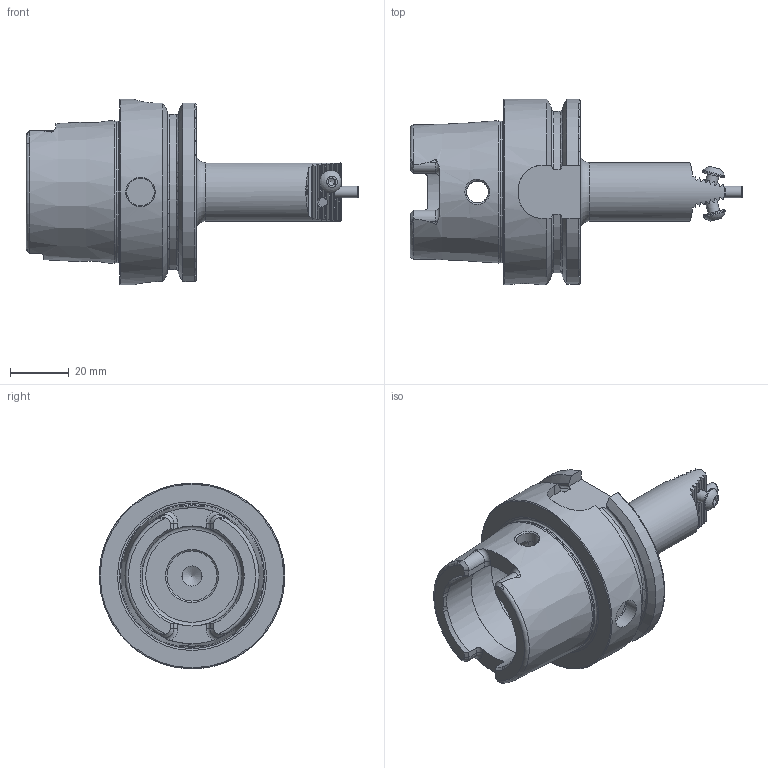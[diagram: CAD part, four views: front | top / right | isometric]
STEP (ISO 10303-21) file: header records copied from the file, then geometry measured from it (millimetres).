
FILE_DESCRIPTION (( 'STEP AP214' ), '1' );
FILE_NAME ('HA6.Z20.K23.090.STEP', '2020-08-13T15:45:03', ( '' ), ( '' ), 'SwSTEP 2.0', 'SolidWorks 2017', '' );
FILE_SCHEMA (( 'AUTOMOTIVE_DESIGN' ));
Length unit declared in the file: millimetre
Products named in the file (6): HA6-Z20.K23.090_A_Fertigbearbeitung; Z20-ER2.001.013_A; Z20-ER1.002.008_A; Z20-ER1.001.008; Z20-ER1.003.008_A_gespannt; HA6.Z20.K23.090
Assembly tree (6 placements, depth 3):
  HA6.Z20.K23.090
    HA6-Z20.K23.090_A_Fertigbearbeitung
    Z20-ER1.001.008  x2
      Z20-ER1.002.008_A
      Z20-ER1.003.008_A_gespannt
    Z20-ER2.001.013_A
Bounding box: 112.8 x 63 x 63 mm (x, y, z)
Volume: 93882.2 mm3; surface area: 27111.3 mm2
Topology: 6 solids, 6 shells, 359 faces, 967 edges, 621 vertices
Faces by surface type: plane 194, cylinder 88, cone 40, torus 25, bspline 10, sphere 2
Full cylindrical faces by diameter (mm): 2 x9, 2.2 x1, 2.5 x1, 3 x1, 3.3 x2, 4 x3, 4.3 x2, 5 x2, 6.8 x1, 7.2 x2, 7.5 x2, 7.6 x2, 10 x1, 17 x1, 19 x1, 20 x1, 34 x2, 40 x1, 47.941 x1, 63 x1
Entity records: 13605 total; most frequent: CARTESIAN_POINT 5082, ORIENTED_EDGE 1650, DIRECTION 1306, EDGE_CURVE 825, VERTEX_POINT 564, AXIS2_PLACEMENT_3D 508, EDGE_LOOP 413, FACE_OUTER_BOUND 381
